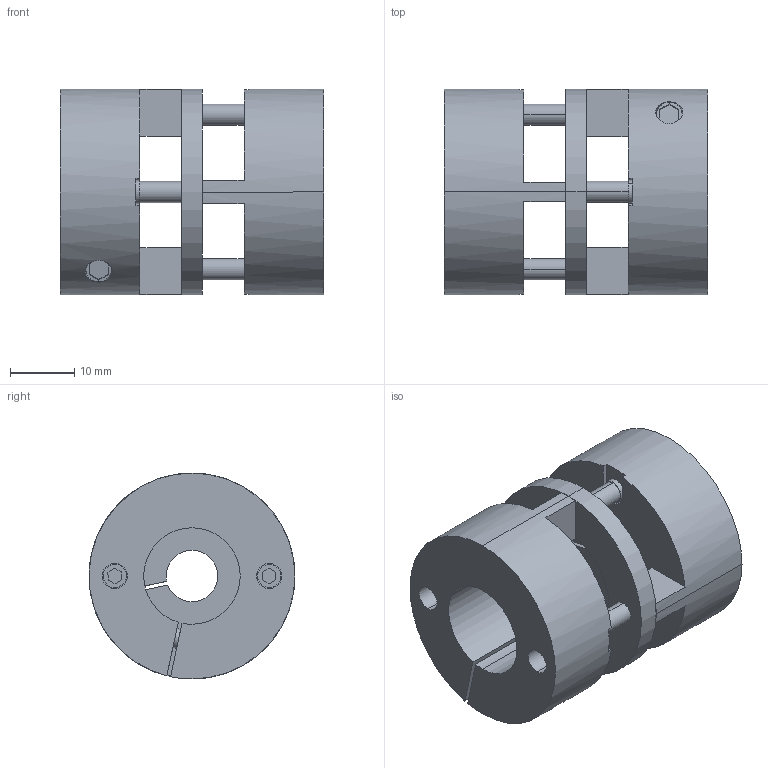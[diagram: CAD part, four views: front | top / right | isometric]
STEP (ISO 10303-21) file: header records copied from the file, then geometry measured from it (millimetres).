
FILE_DESCRIPTION (( 'STEP AP214' ), '1' );
FILE_NAME ('1761271136894.step', '2025-10-24T01:52:40', ( 'EC2' ), ( 'Amazon.com' ), 'FaSTEP 2.0', 'Forface 3D 2020', '' );
FILE_SCHEMA (( 'AUTOMOTIVE_DESIGN' ));
Length unit declared in the file: millimetre
Products named in the file (5): ??^1761271136894_CXKG-1; ??^1761271136894; ???1^1761271136894_CXKG-1; 1761271136894; ???2^1761271136894_CXKG-1
Assembly tree (7 placements, depth 2):
  1761271136894
    ???1^1761271136894_CXKG-1
    ??^1761271136894_CXKG-1
    ??^1761271136894  x4
    ???2^1761271136894_CXKG-1
Bounding box: 41 x 32 x 32 mm (x, y, z)
Volume: 18851.2 mm3; surface area: 10619.3 mm2
Topology: 7 solids, 7 shells, 204 faces, 494 edges, 320 vertices
Faces by surface type: plane 98, cylinder 90, cone 16
Entity records: 5104 total; most frequent: CARTESIAN_POINT 992, DIRECTION 874, ORIENTED_EDGE 768, EDGE_CURVE 384, AXIS2_PLACEMENT_3D 332, VERTEX_POINT 254, LINE 210, VECTOR 210
